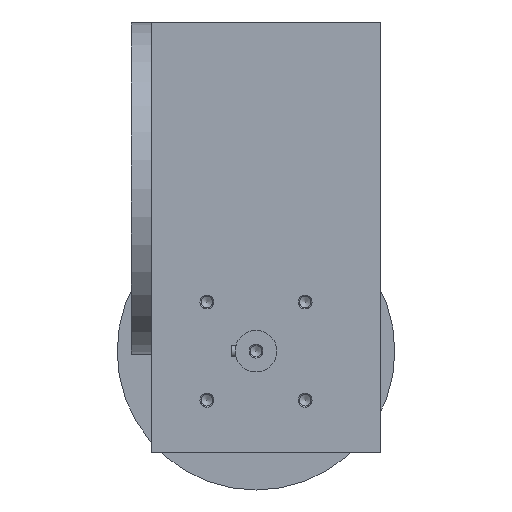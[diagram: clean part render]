
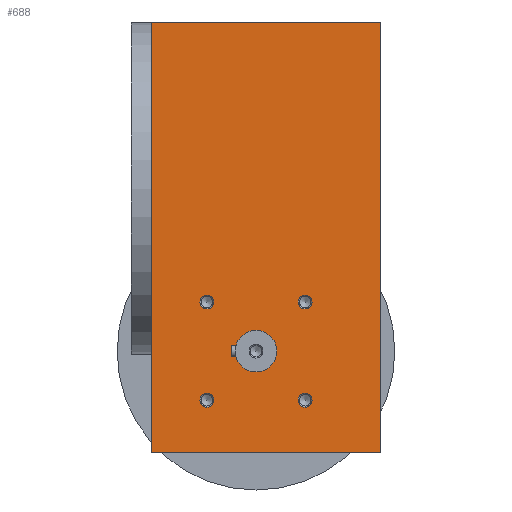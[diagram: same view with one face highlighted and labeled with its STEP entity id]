
A CAD part, left-side view. The second image highlights one B-rep face of the part: STEP entity #688.
In plain terms, the highlighted planar face has unit normal (-1, 0, 0).
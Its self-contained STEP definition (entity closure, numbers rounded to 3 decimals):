
#688 = ADVANCED_FACE( '', ( #1546, #1547, #1548, #1549, #1550, #1551 ), #1552, .F. );
#1546 = FACE_BOUND( '', #2619, .T. );
#1547 = FACE_BOUND( '', #2620, .T. );
#1548 = FACE_BOUND( '', #2621, .T. );
#1549 = FACE_BOUND( '', #2622, .T. );
#1550 = FACE_BOUND( '', #2623, .T. );
#1551 = FACE_OUTER_BOUND( '', #2624, .T. );
#1552 = PLANE( '', #2625 );
#2619 = EDGE_LOOP( '', ( #4316 ) );
#2620 = EDGE_LOOP( '', ( #4317 ) );
#2621 = EDGE_LOOP( '', ( #4318 ) );
#2622 = EDGE_LOOP( '', ( #4319 ) );
#2623 = EDGE_LOOP( '', ( #4320 ) );
#2624 = EDGE_LOOP( '', ( #4321, #4322, #4323, #4324 ) );
#2625 = AXIS2_PLACEMENT_3D( '', #4325, #4326, #4327 );
#4316 = ORIENTED_EDGE( '', *, *, #5516, .F. );
#4317 = ORIENTED_EDGE( '', *, *, #5951, .F. );
#4318 = ORIENTED_EDGE( '', *, *, #5988, .F. );
#4319 = ORIENTED_EDGE( '', *, *, #5989, .F. );
#4320 = ORIENTED_EDGE( '', *, *, #5728, .T. );
#4321 = ORIENTED_EDGE( '', *, *, #5990, .T. );
#4322 = ORIENTED_EDGE( '', *, *, #5991, .F. );
#4323 = ORIENTED_EDGE( '', *, *, #5992, .F. );
#4324 = ORIENTED_EDGE( '', *, *, #5993, .T. );
#4325 = CARTESIAN_POINT( '', ( -120., 82.5, 155. ) );
#4326 = DIRECTION( '', ( 1., 0., 0. ) );
#4327 = DIRECTION( '', ( 0., 0., -1. ) );
#5516 = EDGE_CURVE( '', #6453, #6453, #6454, .T. );
#5728 = EDGE_CURVE( '', #6794, #6794, #6795, .T. );
#5951 = EDGE_CURVE( '', #7119, #7119, #7120, .T. );
#5988 = EDGE_CURVE( '', #7169, #7169, #7170, .T. );
#5989 = EDGE_CURVE( '', #7171, #7171, #7172, .T. );
#5990 = EDGE_CURVE( '', #7173, #7174, #7175, .T. );
#5991 = EDGE_CURVE( '', #7176, #7174, #7177, .T. );
#5992 = EDGE_CURVE( '', #7178, #7176, #7179, .T. );
#5993 = EDGE_CURVE( '', #7178, #7173, #7180, .T. );
#6453 = VERTEX_POINT( '', #7767 );
#6454 = CIRCLE( '', #7768, 5. );
#6794 = VERTEX_POINT( '', #8212 );
#6795 = CIRCLE( '', #8213, 15. );
#7119 = VERTEX_POINT( '', #8687 );
#7120 = CIRCLE( '', #8688, 5. );
#7169 = VERTEX_POINT( '', #8746 );
#7170 = CIRCLE( '', #8747, 5. );
#7171 = VERTEX_POINT( '', #8748 );
#7172 = CIRCLE( '', #8749, 5. );
#7173 = VERTEX_POINT( '', #8750 );
#7174 = VERTEX_POINT( '', #8751 );
#7175 = LINE( '', #8752, #8753 );
#7176 = VERTEX_POINT( '', #8754 );
#7177 = LINE( '', #8755, #8756 );
#7178 = VERTEX_POINT( '', #8757 );
#7179 = LINE( '', #8758, #8759 );
#7180 = LINE( '', #8760, #8761 );
#7767 = CARTESIAN_POINT( '', ( -120., -27.855, -41.645 ) );
#7768 = AXIS2_PLACEMENT_3D( '', #9314, #9315, #9316 );
#8212 = CARTESIAN_POINT( '', ( -120., 7.5, -97. ) );
#8213 = AXIS2_PLACEMENT_3D( '', #9574, #9575, #9576 );
#8687 = CARTESIAN_POINT( '', ( -120., 42.855, -112.355 ) );
#8688 = AXIS2_PLACEMENT_3D( '', #9839, #9840, #9841 );
#8746 = CARTESIAN_POINT( '', ( -120., -27.855, -112.355 ) );
#8747 = AXIS2_PLACEMENT_3D( '', #9881, #9882, #9883 );
#8748 = CARTESIAN_POINT( '', ( -120., 42.855, -41.645 ) );
#8749 = AXIS2_PLACEMENT_3D( '', #9884, #9885, #9886 );
#8750 = CARTESIAN_POINT( '', ( -120., 82.5, -155. ) );
#8751 = CARTESIAN_POINT( '', ( -120., -82.5, -155. ) );
#8752 = CARTESIAN_POINT( '', ( -120., 82.5, -155. ) );
#8753 = VECTOR( '', #9887, 1000. );
#8754 = CARTESIAN_POINT( '', ( -120., -82.5, 155. ) );
#8755 = CARTESIAN_POINT( '', ( -120., -82.5, 155. ) );
#8756 = VECTOR( '', #9888, 1000. );
#8757 = CARTESIAN_POINT( '', ( -120., 82.5, 155. ) );
#8758 = CARTESIAN_POINT( '', ( -120., 82.5, 155. ) );
#8759 = VECTOR( '', #9889, 1000. );
#8760 = CARTESIAN_POINT( '', ( -120., 82.5, 155. ) );
#8761 = VECTOR( '', #9890, 1000. );
#9314 = CARTESIAN_POINT( '', ( -120., -27.855, -46.645 ) );
#9315 = DIRECTION( '', ( -1., 0., 0. ) );
#9316 = DIRECTION( '', ( 0., 0., 1. ) );
#9574 = CARTESIAN_POINT( '', ( -120., 7.5, -82. ) );
#9575 = DIRECTION( '', ( 1., 0., 0. ) );
#9576 = DIRECTION( '', ( 0., 0., -1. ) );
#9839 = CARTESIAN_POINT( '', ( -120., 42.855, -117.355 ) );
#9840 = DIRECTION( '', ( -1., 0., 0. ) );
#9841 = DIRECTION( '', ( 0., 0., 1. ) );
#9881 = CARTESIAN_POINT( '', ( -120., -27.855, -117.355 ) );
#9882 = DIRECTION( '', ( -1., 0., 0. ) );
#9883 = DIRECTION( '', ( 0., 0., 1. ) );
#9884 = CARTESIAN_POINT( '', ( -120., 42.855, -46.645 ) );
#9885 = DIRECTION( '', ( -1., 0., 0. ) );
#9886 = DIRECTION( '', ( 0., 0., 1. ) );
#9887 = DIRECTION( '', ( 0., -1., 0. ) );
#9888 = DIRECTION( '', ( 0., 0., -1. ) );
#9889 = DIRECTION( '', ( 0., -1., 0. ) );
#9890 = DIRECTION( '', ( 0., 0., -1. ) );
